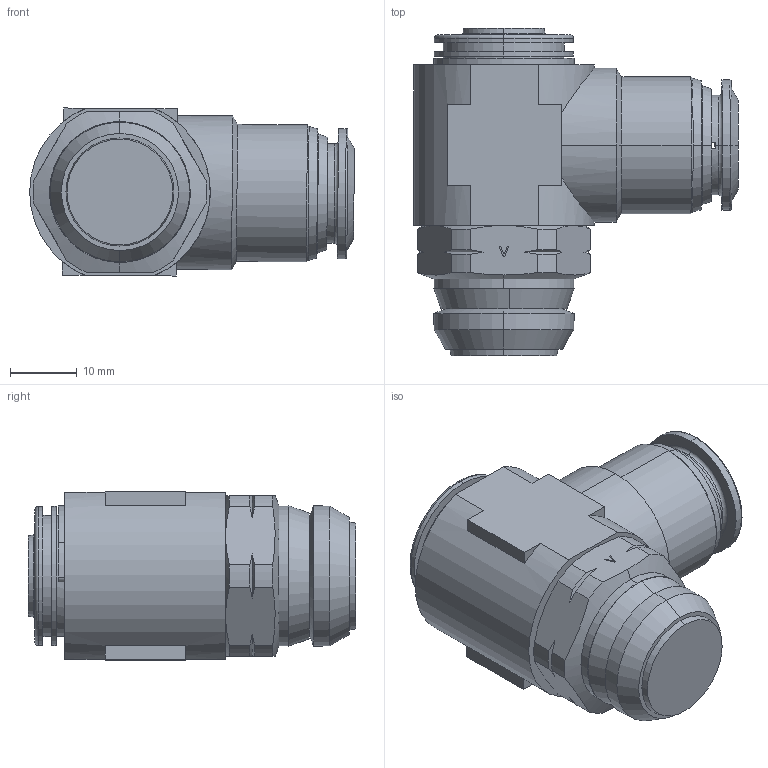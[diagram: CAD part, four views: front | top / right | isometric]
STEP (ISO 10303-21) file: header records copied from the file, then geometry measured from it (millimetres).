
FILE_DESCRIPTION (( 'STEP AP214' ), '1' );
FILE_NAME ('5791000014A.step', '2012-10-22T17:40:42', ( '' ), ( '' ), 'SwSTEP 2.0', 'SolidWorks 2012', '' );
FILE_SCHEMA (( 'AUTOMOTIVE_DESIGN' ));
Length unit declared in the file: millimetre
Products named in the file (1): 5791000014A
Bounding box: 48.55 x 49 x 25.13 mm (x, y, z)
Volume: 29765.7 mm3; surface area: 6979.2 mm2
Topology: 1 solids, 1 shells, 159 faces, 400 edges, 256 vertices
Faces by surface type: plane 60, cone 44, cylinder 43, torus 10, bspline 2
Entity records: 5826 total; most frequent: CARTESIAN_POINT 1097, DIRECTION 836, ORIENTED_EDGE 800, EDGE_CURVE 400, AXIS2_PLACEMENT_3D 328, VERTEX_POINT 256, LINE 180, VECTOR 180
